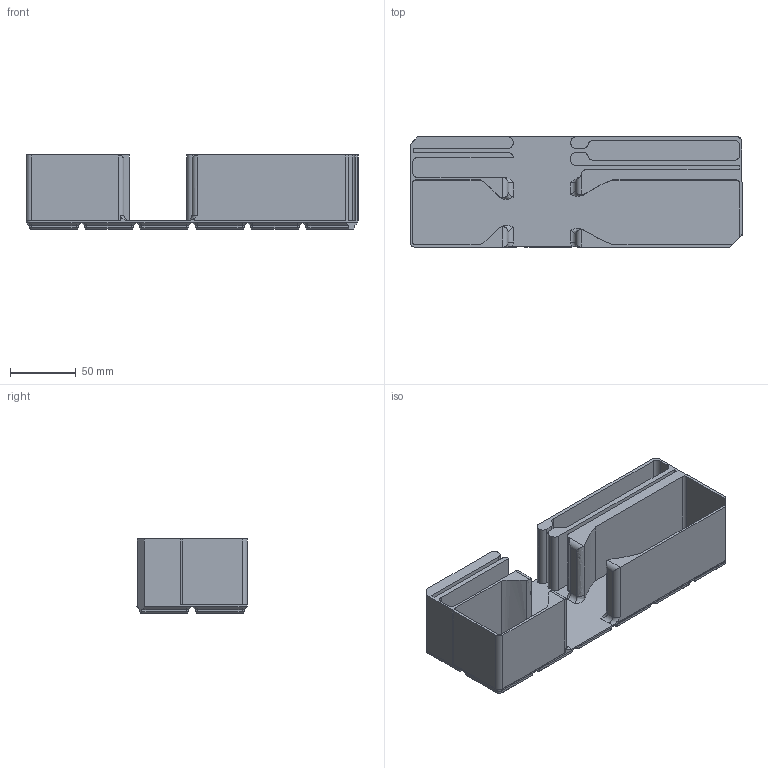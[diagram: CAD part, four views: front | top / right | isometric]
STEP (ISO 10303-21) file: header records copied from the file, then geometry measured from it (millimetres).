
FILE_DESCRIPTION(/* description */ (''),/* implementation_level */ '2;1');
FILE_NAME(/* name */ 'Lffel_Messer v8.step',/* time_stamp */ '2022-12-17T17:36:10+01:00',/* author */ (''),/* organization */ (''),/* preprocessor_version */ 'ST-DEVELOPER v19.2',/* originating_system */ 'Autodesk Translation Framework v11.17.0.187',/* authorisation */ '');
FILE_SCHEMA (('AUTOMOTIVE_DESIGN { 1 0 10303 214 3 1 1 }'));
Length unit declared in the file: millimetre
Products named in the file (1): Löffel_Messer
Bounding box: 252.02 x 84 x 56.2 mm (x, y, z)
Volume: 328605.8 mm3; surface area: 170353.1 mm2
Topology: 7 solids, 7 shells, 584 faces, 1265 edges, 767 vertices
Faces by surface type: plane 291, cylinder 182, cone 83, bspline 24, torus 4
Full cylindrical faces by diameter (mm): 3 x48, 6.5 x48
Entity records: 16920 total; most frequent: CARTESIAN_POINT 4062, DIRECTION 2708, ORIENTED_EDGE 2530, EDGE_CURVE 1265, AXIS2_PLACEMENT_3D 989, VERTEX_POINT 767, LINE 730, VECTOR 730
